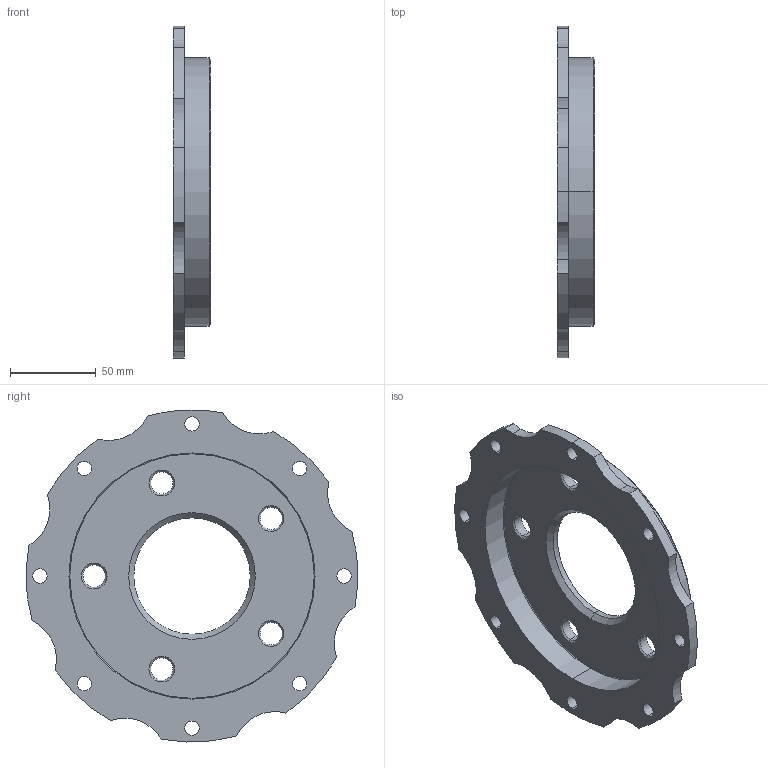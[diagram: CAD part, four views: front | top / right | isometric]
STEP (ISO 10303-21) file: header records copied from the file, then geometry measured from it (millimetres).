
FILE_DESCRIPTION (( 'STEP AP203' ), '1' );
FILE_NAME ('bol alu frein.STEP', '2020-11-01T21:44:26', ( '' ), ( '' ), 'SwSTEP 2.0', 'SolidWorks 2017', '' );
FILE_SCHEMA (( 'CONFIG_CONTROL_DESIGN' ));
Length unit declared in the file: millimetre
Products named in the file (1): bol alu frein
Bounding box: 21.9 x 193.9 x 193.95 mm (x, y, z)
Volume: 199413.8 mm3; surface area: 69080.1 mm2
Topology: 1 solids, 1 shells, 71 faces, 185 edges, 118 vertices
Faces by surface type: cylinder 51, cone 14, plane 4, torus 2
Entity records: 2364 total; most frequent: DIRECTION 449, CARTESIAN_POINT 375, ORIENTED_EDGE 370, AXIS2_PLACEMENT_3D 192, EDGE_CURVE 185, CIRCLE 120, VERTEX_POINT 118, EDGE_LOOP 101
